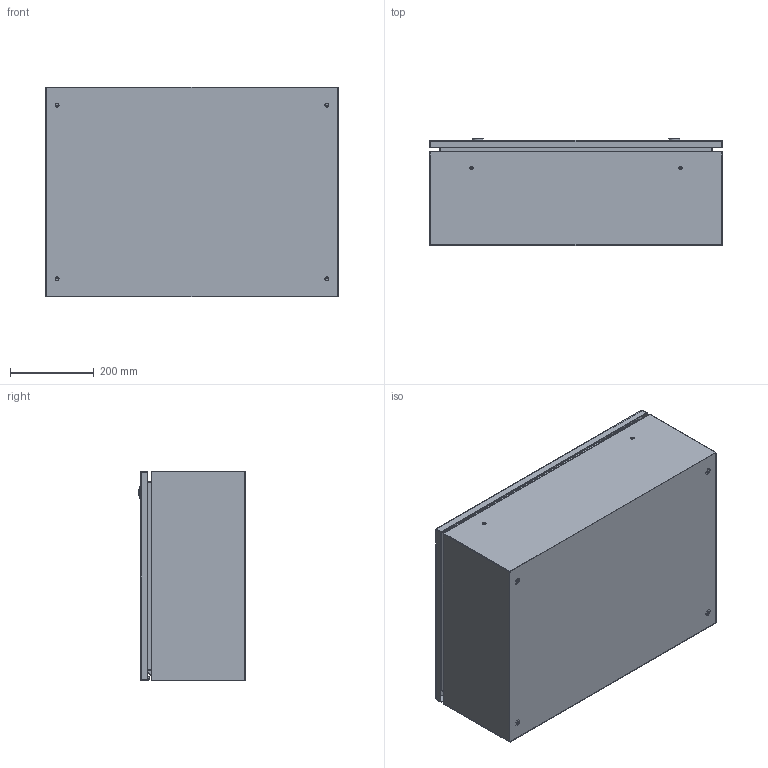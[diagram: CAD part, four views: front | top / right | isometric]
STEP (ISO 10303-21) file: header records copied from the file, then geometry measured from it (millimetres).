
FILE_DESCRIPTION(/* description */ (''),/* implementation_level */ '2;1');
FILE_NAME(/* name */ 'Шкаф SES 70.50.25-04.stp',/* time_stamp */ '2023-07-19T14:43:11+03:00',/* author */ ('KBUser'),/* organization */ (''),/* preprocessor_version */ 'ST-DEVELOPER v16.13',/* originating_system */ 'Autodesk Inventor 2018',/* authorisation */ '');
FILE_SCHEMA (('AUTOMOTIVE_DESIGN { 1 0 10303 214 3 1 1 }'));
Length unit declared in the file: millimetre
Products named in the file (1): Шкаф SES 70.50.25.000-04_TOP_Shrin
kwrap_1
Bounding box: 700 x 255.5 x 500.01 mm (x, y, z)
Volume: 2265788.5 mm3; surface area: 3448494.6 mm2
Topology: 89 solids, 91 shells, 1215 faces, 3072 edges, 2008 vertices
Faces by surface type: plane 759, cylinder 256, cone 146, bspline 50, torus 4
Full cylindrical faces by diameter (mm): 1 x14, 3.8 x2, 4.134 x4, 4.917 x14, 5 x10, 5.2 x4, 5.3 x4, 5.5 x4, 6 x16, 6.4 x12, 6.647 x8, 7.5 x6, 8 x8, 8.4 x8, 8.7 x2, 9 x4, 9.5 x4, 12 x12, 16 x8, 27 x2, 33 x2
Entity records: 42876 total; most frequent: CARTESIAN_POINT 15156, ORIENTED_EDGE 5304, DIRECTION 5116, EDGE_CURVE 2652, VERTEX_POINT 1868, AXIS2_PLACEMENT_3D 1838, EDGE_LOOP 1608, LINE 1440
